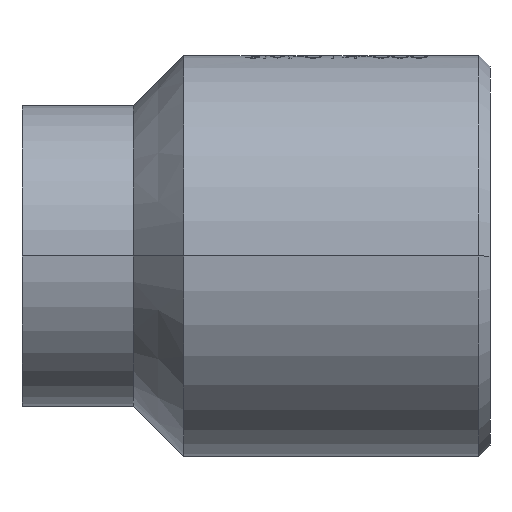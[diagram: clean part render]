
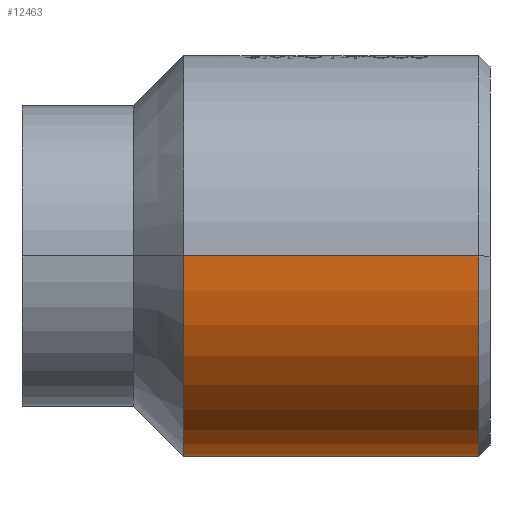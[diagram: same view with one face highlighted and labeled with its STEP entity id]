
A CAD part, front view. The second image highlights one B-rep face of the part: STEP entity #12463.
In plain terms, the highlighted cylindrical face has radius 9 mm (diameter 18 mm), a partial arc.
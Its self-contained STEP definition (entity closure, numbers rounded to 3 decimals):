
#271 = EDGE_CURVE ( 'NONE', #11309, #5426, #2130, .T. ) ;
#1202 = ORIENTED_EDGE ( 'NONE', *, *, #271, .T. ) ;
#1289 = VECTOR ( 'NONE', #8791, 1000. ) ;
#1553 = CIRCLE ( 'NONE', #7636, 9. ) ;
#1573 = CARTESIAN_POINT ( 'NONE',  ( -13.75, -9., 0. ) ) ;
#1801 = CIRCLE ( 'NONE', #6400, 9. ) ;
#1827 = EDGE_CURVE ( 'NONE', #10093, #12502, #3877, .T. ) ;
#2034 = DIRECTION ( 'NONE',  ( 0., 1., 0. ) ) ;
#2130 = LINE ( 'NONE', #5600, #3415 ) ;
#2480 = EDGE_LOOP ( 'NONE', ( #11430, #14032, #1202, #14241 ) ) ;
#2582 = DIRECTION ( 'NONE',  ( 0., 1., 0. ) ) ;
#2694 = DIRECTION ( 'NONE',  ( 1., 0., 0. ) ) ;
#2804 = CARTESIAN_POINT ( 'NONE',  ( -13.75, 0., 0. ) ) ;
#2862 = DIRECTION ( 'NONE',  ( 1., 0., 0. ) ) ;
#3351 = EDGE_CURVE ( 'NONE', #10093, #11309, #1553, .T. ) ;
#3415 = VECTOR ( 'NONE', #12695, 1000. ) ;
#3877 = LINE ( 'NONE', #14720, #1289 ) ;
#4352 = CARTESIAN_POINT ( 'NONE',  ( -0.5, 0., 0. ) ) ;
#5164 = CARTESIAN_POINT ( 'NONE',  ( 0., 0., 0. ) ) ;
#5426 = VERTEX_POINT ( 'NONE', #6317 ) ;
#5600 = CARTESIAN_POINT ( 'NONE',  ( 0., 9., 0. ) ) ;
#6317 = CARTESIAN_POINT ( 'NONE',  ( -0.5, 9., 0. ) ) ;
#6400 = AXIS2_PLACEMENT_3D ( 'NONE', #4352, #9526, #2034 ) ;
#7636 = AXIS2_PLACEMENT_3D ( 'NONE', #2804, #2862, #12466 ) ;
#8791 = DIRECTION ( 'NONE',  ( 1., 0., 0. ) ) ;
#8946 = EDGE_CURVE ( 'NONE', #5426, #12502, #1801, .T. ) ;
#9153 = CYLINDRICAL_SURFACE ( 'NONE', #9683, 9. ) ;
#9526 = DIRECTION ( 'NONE',  ( -1., 0., 0. ) ) ;
#9664 = CARTESIAN_POINT ( 'NONE',  ( -0.5, -9., 0. ) ) ;
#9683 = AXIS2_PLACEMENT_3D ( 'NONE', #5164, #2694, #2582 ) ;
#10093 = VERTEX_POINT ( 'NONE', #1573 ) ;
#11309 = VERTEX_POINT ( 'NONE', #13451 ) ;
#11430 = ORIENTED_EDGE ( 'NONE', *, *, #1827, .F. ) ;
#12463 = ADVANCED_FACE ( 'NONE', ( #12668 ), #9153, .T. ) ;
#12466 = DIRECTION ( 'NONE',  ( 0., 1., 0. ) ) ;
#12502 = VERTEX_POINT ( 'NONE', #9664 ) ;
#12668 = FACE_OUTER_BOUND ( 'NONE', #2480, .T. ) ;
#12695 = DIRECTION ( 'NONE',  ( 1., 0., 0. ) ) ;
#13451 = CARTESIAN_POINT ( 'NONE',  ( -13.75, 9., 0. ) ) ;
#14032 = ORIENTED_EDGE ( 'NONE', *, *, #3351, .T. ) ;
#14241 = ORIENTED_EDGE ( 'NONE', *, *, #8946, .T. ) ;
#14720 = CARTESIAN_POINT ( 'NONE',  ( 0., -9., 0. ) ) ;
